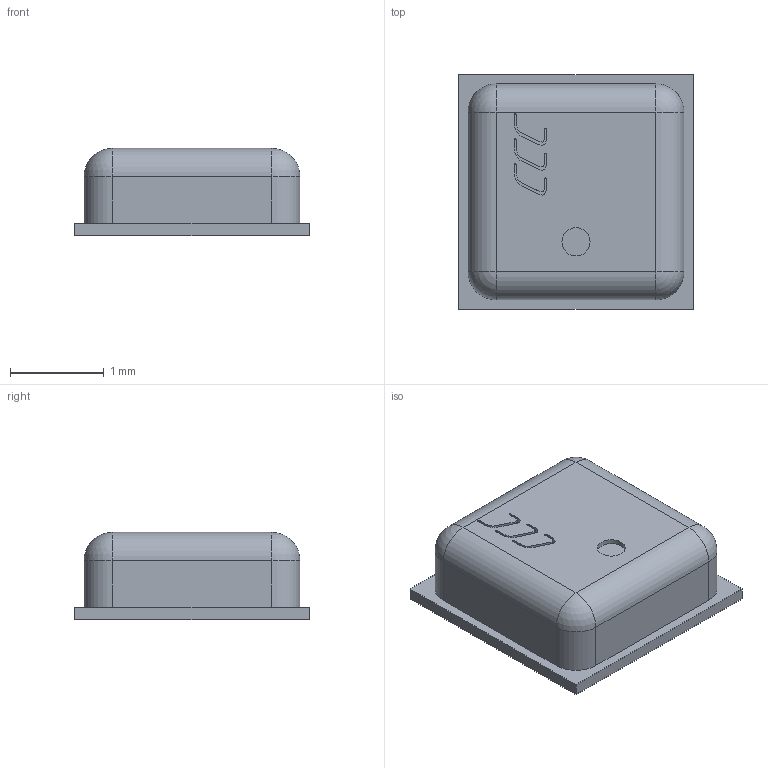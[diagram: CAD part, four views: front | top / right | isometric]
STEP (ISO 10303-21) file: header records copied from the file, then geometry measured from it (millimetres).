
FILE_DESCRIPTION(('STEP AP214'), '1');
FILE_NAME('BME280', '', ('UNSPECIFIED'), ('UNSPECIFIED'), 'ASCON STEP Converter 1.6', 'ASCON Math Kernel', '');
FILE_SCHEMA(('AUTOMOTIVE_DESIGN { 1 0 10303 214 3 1 1}'));
Length unit declared in the file: millimetre
Products named in the file (1): BME280
Bounding box: 2.5 x 2.5 x 0.93 mm (x, y, z)
Volume: 4.8 mm3; surface area: 19.8 mm2
Topology: 1 solids, 1 shells, 274 faces, 793 edges, 522 vertices
Faces by surface type: plane 249, cylinder 21, sphere 4
Full cylindrical faces by diameter (mm): 0.3 x1
Entity records: 11050 total; most frequent: CARTESIAN_POINT 1585, ORIENTED_EDGE 1576, DIRECTION 1380, EDGE_CURVE 788, LINE 746, VECTOR 746, VERTEX_POINT 522, AXIS2_PLACEMENT_3D 317
